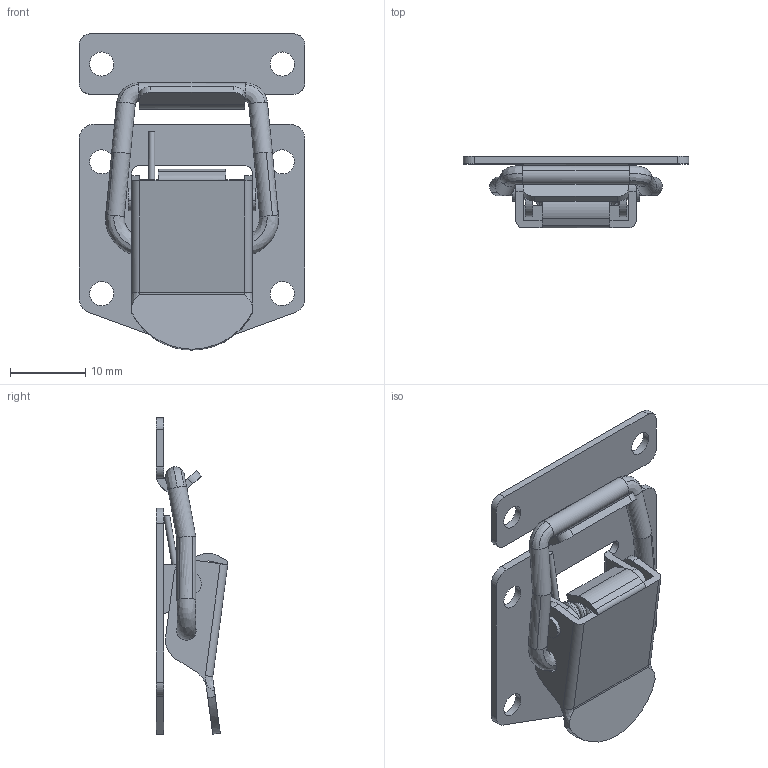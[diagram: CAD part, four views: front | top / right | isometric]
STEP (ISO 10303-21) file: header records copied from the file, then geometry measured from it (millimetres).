
FILE_DESCRIPTION((''),'2;1');
FILE_NAME('','2005-07-15T17:19:19',(''),(''),'','CADfix','');
FILE_SCHEMA(('AUTOMOTIVE_DESIGN'));
Length unit declared in the file: millimetre
Products named in the file (7): spring; shaft; lever; keeper; base; arm; TL_80_17938_36
Assembly tree (6 placements, depth 2):
  TL_80_17938_36
    spring
    shaft
    lever
    keeper
    base
    arm
Bounding box: 30 x 9.51 x 42 mm (x, y, z)
Volume: 2016.9 mm3; surface area: 4558.2 mm2
Topology: 6 solids, 6 shells, 169 faces, 553 edges, 398 vertices
Faces by surface type: bspline 169
Entity records: 9640 total; most frequent: CARTESIAN_POINT 6501, ORIENTED_EDGE 1106, EDGE_CURVE 553, VERTEX_POINT 398, QUASI_UNIFORM_CURVE 220, EDGE_LOOP 197, FACE_OUTER_BOUND 169, ADVANCED_FACE 169
